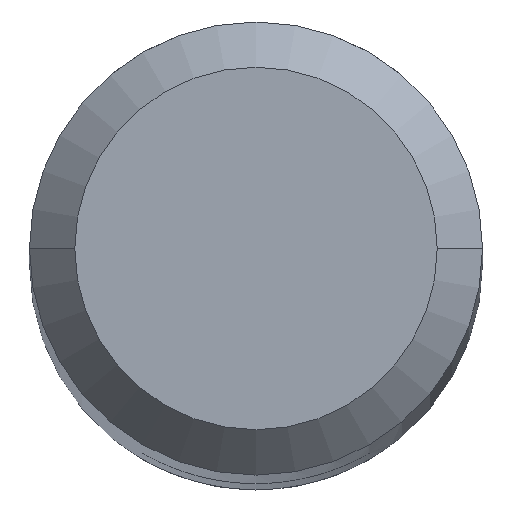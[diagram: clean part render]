
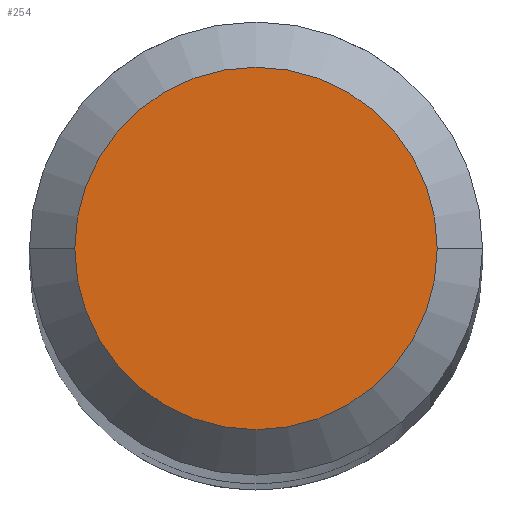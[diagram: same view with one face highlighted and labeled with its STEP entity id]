
A CAD part, top view. The second image highlights one B-rep face of the part: STEP entity #254.
In plain terms, the highlighted planar face has unit normal (0, 0, 1).
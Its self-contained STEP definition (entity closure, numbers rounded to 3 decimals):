
#4 = EDGE_CURVE ( 'NONE', #653, #395, #782, .T. ) ;
#42 = FACE_OUTER_BOUND ( 'NONE', #748, .T. ) ;
#129 = CARTESIAN_POINT ( 'NONE',  ( 0., 0., 95. ) ) ;
#182 = DIRECTION ( 'NONE',  ( 1., 0., 0. ) ) ;
#194 = EDGE_CURVE ( 'NONE', #395, #653, #196, .T. ) ;
#196 = CIRCLE ( 'NONE', #766, 2. ) ;
#213 = DIRECTION ( 'NONE',  ( 0., 0., 1. ) ) ;
#254 = ADVANCED_FACE ( 'NONE', ( #42 ), #495, .T. ) ;
#271 = CARTESIAN_POINT ( 'NONE',  ( 0., 0., 95. ) ) ;
#314 = DIRECTION ( 'NONE',  ( 0., 0., 1. ) ) ;
#318 = DIRECTION ( 'NONE',  ( 1., 0., 0. ) ) ;
#376 = DIRECTION ( 'NONE',  ( 0., 0., 1. ) ) ;
#395 = VERTEX_POINT ( 'NONE', #712 ) ;
#495 = PLANE ( 'NONE',  #535 ) ;
#535 = AXIS2_PLACEMENT_3D ( 'NONE', #735, #314, #182 ) ;
#589 = CARTESIAN_POINT ( 'NONE',  ( 2., 0., 95. ) ) ;
#644 = DIRECTION ( 'NONE',  ( 1., 0., 0. ) ) ;
#647 = ORIENTED_EDGE ( 'NONE', *, *, #4, .T. ) ;
#653 = VERTEX_POINT ( 'NONE', #589 ) ;
#712 = CARTESIAN_POINT ( 'NONE',  ( -2., 0., 95. ) ) ;
#735 = CARTESIAN_POINT ( 'NONE',  ( 0., 0., 95. ) ) ;
#740 = ORIENTED_EDGE ( 'NONE', *, *, #194, .T. ) ;
#748 = EDGE_LOOP ( 'NONE', ( #740, #647 ) ) ;
#766 = AXIS2_PLACEMENT_3D ( 'NONE', #129, #376, #318 ) ;
#782 = CIRCLE ( 'NONE', #803, 2. ) ;
#803 = AXIS2_PLACEMENT_3D ( 'NONE', #271, #213, #644 ) ;
